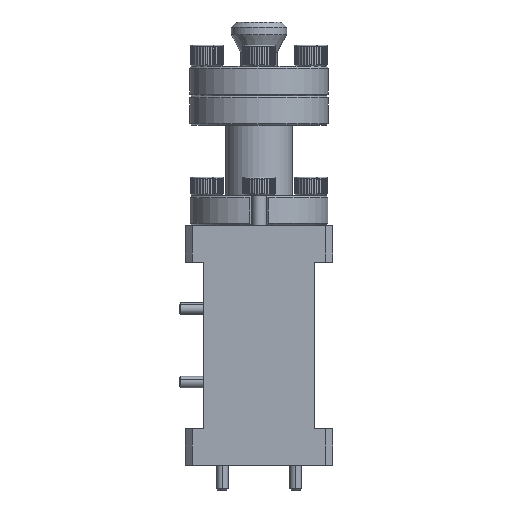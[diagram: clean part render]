
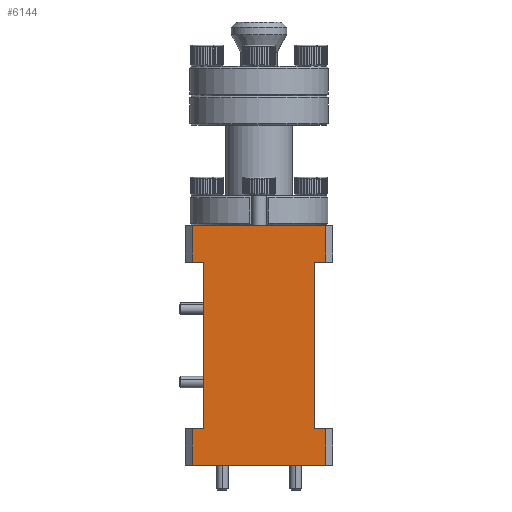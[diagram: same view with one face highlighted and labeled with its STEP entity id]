
A CAD part, left-side view. The second image highlights one B-rep face of the part: STEP entity #6144.
In plain terms, the highlighted planar face has unit normal (-1, 0, 0).
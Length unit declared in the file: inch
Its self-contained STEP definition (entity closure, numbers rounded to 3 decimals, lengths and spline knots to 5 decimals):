
#423 = VERTEX_POINT ( 'NONE', #41406 ) ;
#869 = EDGE_CURVE ( 'NONE', #38391, #43323, #54728, .T. ) ;
#1743 = LINE ( 'NONE', #12556, #38442 ) ;
#1842 = CARTESIAN_POINT ( 'NONE',  ( -3.36619, 0.49426, 0.34025 ) ) ;
#2412 = DIRECTION ( 'NONE',  ( 0., 0., -1. ) ) ;
#4002 = LINE ( 'NONE', #4358, #54705 ) ;
#4358 = CARTESIAN_POINT ( 'NONE',  ( -3.36619, -0.22574, 0.54025 ) ) ;
#5670 = PLANE ( 'NONE',  #61027 ) ;
#5671 = CARTESIAN_POINT ( 'NONE',  ( -3.36619, -0.16574, 0.54025 ) ) ;
#6144 = ADVANCED_FACE ( 'NONE', ( #31450 ), #5670, .T. ) ;
#6333 = VERTEX_POINT ( 'NONE', #58531 ) ;
#6948 = DIRECTION ( 'NONE',  ( 0., 1., 0. ) ) ;
#7356 = LINE ( 'NONE', #28049, #60858 ) ;
#8532 = CARTESIAN_POINT ( 'NONE',  ( -3.36619, 0.53426, 1.44025 ) ) ;
#10166 = LINE ( 'NONE', #25759, #36914 ) ;
#12556 = CARTESIAN_POINT ( 'NONE',  ( -3.36619, 0.43426, 1.689 ) ) ;
#12744 = LINE ( 'NONE', #32770, #62303 ) ;
#12883 = LINE ( 'NONE', #47484, #32449 ) ;
#13285 = VERTEX_POINT ( 'NONE', #44119 ) ;
#13417 = ORIENTED_EDGE ( 'NONE', *, *, #15981, .T. ) ;
#13632 = LINE ( 'NONE', #13969, #55754 ) ;
#13752 = ORIENTED_EDGE ( 'NONE', *, *, #20811, .T. ) ;
#13969 = CARTESIAN_POINT ( 'NONE',  ( -3.36619, 0.53426, 0.54025 ) ) ;
#15517 = DIRECTION ( 'NONE',  ( -1., 0., 0. ) ) ;
#15981 = EDGE_CURVE ( 'NONE', #13285, #6333, #49548, .T. ) ;
#16912 = LINE ( 'NONE', #48420, #21309 ) ;
#17069 = VERTEX_POINT ( 'NONE', #29420 ) ;
#18387 = ORIENTED_EDGE ( 'NONE', *, *, #869, .T. ) ;
#18471 = CARTESIAN_POINT ( 'NONE',  ( -3.36619, -0.26574, 0.54025 ) ) ;
#20811 = EDGE_CURVE ( 'NONE', #43323, #55042, #10166, .T. ) ;
#20943 = EDGE_CURVE ( 'NONE', #37355, #13285, #16912, .T. ) ;
#21297 = CARTESIAN_POINT ( 'NONE',  ( -3.36619, 0.43426, 0.54025 ) ) ;
#21309 = VECTOR ( 'NONE', #58264, 39.37008 ) ;
#22513 = DIRECTION ( 'NONE',  ( 0., 0., -1. ) ) ;
#22518 = VECTOR ( 'NONE', #33968, 39.37008 ) ;
#23317 = VECTOR ( 'NONE', #22513, 39.37008 ) ;
#23638 = DIRECTION ( 'NONE',  ( 0., 1., 0. ) ) ;
#24704 = VECTOR ( 'NONE', #61021, 39.37008 ) ;
#25759 = CARTESIAN_POINT ( 'NONE',  ( -3.36619, -0.16574, 1.64025 ) ) ;
#26350 = CARTESIAN_POINT ( 'NONE',  ( -3.36619, 0.36926, 1.44025 ) ) ;
#27330 = EDGE_CURVE ( 'NONE', #54609, #38391, #4002, .T. ) ;
#27486 = DIRECTION ( 'NONE',  ( 0., 1., 0. ) ) ;
#27581 = EDGE_CURVE ( 'NONE', #58338, #37355, #12744, .T. ) ;
#28049 = CARTESIAN_POINT ( 'NONE',  ( -3.36619, -0.26574, 1.44025 ) ) ;
#28894 = DIRECTION ( 'NONE',  ( 0., -1., 0. ) ) ;
#29420 = CARTESIAN_POINT ( 'NONE',  ( -3.36619, -0.22574, 1.44025 ) ) ;
#31450 = FACE_OUTER_BOUND ( 'NONE', #34110, .T. ) ;
#32194 = EDGE_CURVE ( 'NONE', #54609, #48280, #12883, .T. ) ;
#32339 = CARTESIAN_POINT ( 'NONE',  ( -3.36619, -0.16574, 1.44025 ) ) ;
#32449 = VECTOR ( 'NONE', #27486, 39.37008 ) ;
#32770 = CARTESIAN_POINT ( 'NONE',  ( -3.36619, -0.16574, 1.64025 ) ) ;
#33320 = EDGE_CURVE ( 'NONE', #6333, #41306, #1743, .T. ) ;
#33968 = DIRECTION ( 'NONE',  ( 0., -1., 0. ) ) ;
#34110 = EDGE_LOOP ( 'NONE', ( #53762, #47571, #18387, #13752, #54417, #39459, #63123, #53383, #13417, #42865, #52102, #58525 ) ) ;
#36914 = VECTOR ( 'NONE', #40693, 39.37008 ) ;
#37355 = VERTEX_POINT ( 'NONE', #60565 ) ;
#37902 = CARTESIAN_POINT ( 'NONE',  ( -3.36619, -0.22574, 0.54025 ) ) ;
#38391 = VERTEX_POINT ( 'NONE', #37902 ) ;
#38430 = LINE ( 'NONE', #1842, #23317 ) ;
#38442 = VECTOR ( 'NONE', #2412, 39.37008 ) ;
#39459 = ORIENTED_EDGE ( 'NONE', *, *, #55563, .T. ) ;
#40367 = CARTESIAN_POINT ( 'NONE',  ( -3.36619, -0.22574, 1.64025 ) ) ;
#40693 = DIRECTION ( 'NONE',  ( 0., 0., 1. ) ) ;
#40852 = VECTOR ( 'NONE', #6948, 39.37008 ) ;
#41306 = VERTEX_POINT ( 'NONE', #21297 ) ;
#41406 = CARTESIAN_POINT ( 'NONE',  ( -3.36619, 0.49426, 0.54025 ) ) ;
#42865 = ORIENTED_EDGE ( 'NONE', *, *, #33320, .T. ) ;
#43323 = VERTEX_POINT ( 'NONE', #5671 ) ;
#43908 = EDGE_CURVE ( 'NONE', #423, #48280, #38430, .T. ) ;
#44119 = CARTESIAN_POINT ( 'NONE',  ( -3.36619, 0.49426, 1.44025 ) ) ;
#47484 = CARTESIAN_POINT ( 'NONE',  ( -3.36619, -0.16574, 0.34025 ) ) ;
#47565 = EDGE_CURVE ( 'NONE', #17069, #55042, #7356, .T. ) ;
#47571 = ORIENTED_EDGE ( 'NONE', *, *, #27330, .T. ) ;
#48280 = VERTEX_POINT ( 'NONE', #64800 ) ;
#48420 = CARTESIAN_POINT ( 'NONE',  ( -3.36619, 0.49426, 1.44025 ) ) ;
#49548 = LINE ( 'NONE', #8532, #22518 ) ;
#52102 = ORIENTED_EDGE ( 'NONE', *, *, #52252, .F. ) ;
#52252 = EDGE_CURVE ( 'NONE', #423, #41306, #13632, .T. ) ;
#53383 = ORIENTED_EDGE ( 'NONE', *, *, #20943, .T. ) ;
#53762 = ORIENTED_EDGE ( 'NONE', *, *, #32194, .F. ) ;
#54417 = ORIENTED_EDGE ( 'NONE', *, *, #47565, .F. ) ;
#54609 = VERTEX_POINT ( 'NONE', #64237 ) ;
#54705 = VECTOR ( 'NONE', #60618, 39.37008 ) ;
#54728 = LINE ( 'NONE', #18471, #40852 ) ;
#55042 = VERTEX_POINT ( 'NONE', #32339 ) ;
#55563 = EDGE_CURVE ( 'NONE', #17069, #58338, #66100, .T. ) ;
#55754 = VECTOR ( 'NONE', #28894, 39.37008 ) ;
#58264 = DIRECTION ( 'NONE',  ( 0., 0., -1. ) ) ;
#58338 = VERTEX_POINT ( 'NONE', #64514 ) ;
#58525 = ORIENTED_EDGE ( 'NONE', *, *, #43908, .T. ) ;
#58531 = CARTESIAN_POINT ( 'NONE',  ( -3.36619, 0.43426, 1.44025 ) ) ;
#60565 = CARTESIAN_POINT ( 'NONE',  ( -3.36619, 0.49426, 1.64025 ) ) ;
#60618 = DIRECTION ( 'NONE',  ( 0., 0., 1. ) ) ;
#60858 = VECTOR ( 'NONE', #23638, 39.37008 ) ;
#61021 = DIRECTION ( 'NONE',  ( 0., 0., 1. ) ) ;
#61027 = AXIS2_PLACEMENT_3D ( 'NONE', #26350, #15517, #66024 ) ;
#62303 = VECTOR ( 'NONE', #63595, 39.37008 ) ;
#63123 = ORIENTED_EDGE ( 'NONE', *, *, #27581, .T. ) ;
#63595 = DIRECTION ( 'NONE',  ( 0., 1., 0. ) ) ;
#64237 = CARTESIAN_POINT ( 'NONE',  ( -3.36619, -0.22574, 0.34025 ) ) ;
#64514 = CARTESIAN_POINT ( 'NONE',  ( -3.36619, -0.22574, 1.64025 ) ) ;
#64800 = CARTESIAN_POINT ( 'NONE',  ( -3.36619, 0.49426, 0.34025 ) ) ;
#66024 = DIRECTION ( 'NONE',  ( 0., -1., 0. ) ) ;
#66100 = LINE ( 'NONE', #40367, #24704 ) ;
